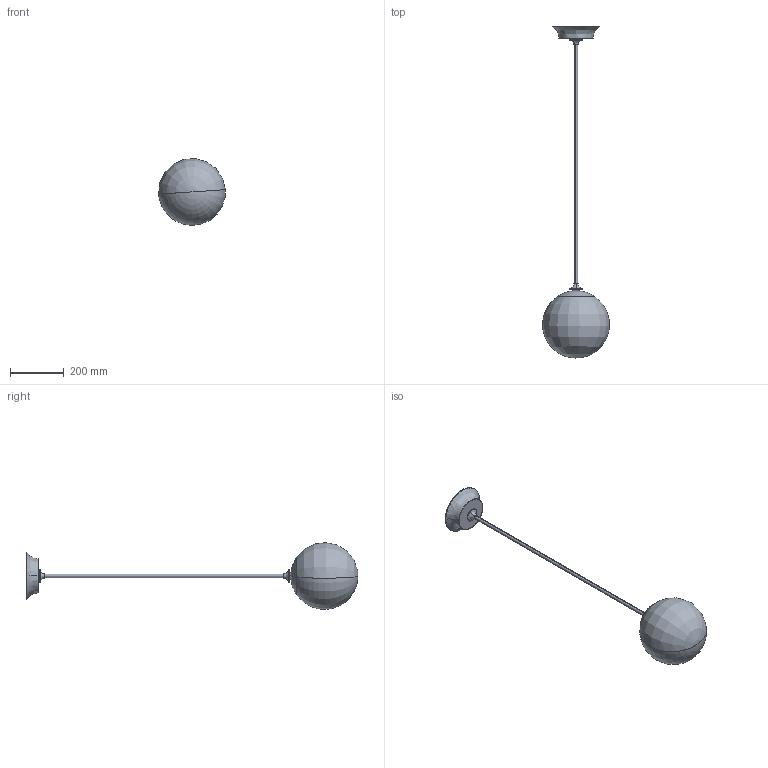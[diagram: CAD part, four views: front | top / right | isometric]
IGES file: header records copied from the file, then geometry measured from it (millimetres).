
Start section: SolidWorks IGES file using analytic representation for surfaces
Global section: file name: Roll and Hill Pendant 01 - Globe Glass.IGS; native system: SolidWorks 2022; preprocessor: SolidWorks 2022; author: Alex Harrington; date: 240920.164619; units: millimetre
Bounding box: 249.34 x 1238.4 x 249.18 mm (x, y, z)
Surface area: 303853.1 mm2 (no closed solid volume)
Topology: 0 solids, 0 shells, 44 faces, 464 edges, 463 vertices
Faces by surface type: bspline 26, revolution 18
